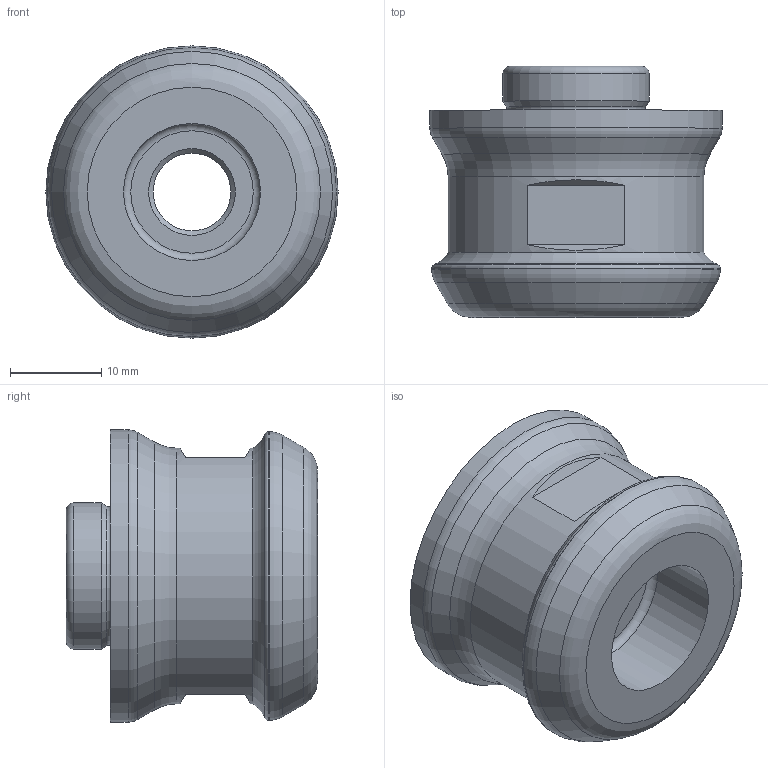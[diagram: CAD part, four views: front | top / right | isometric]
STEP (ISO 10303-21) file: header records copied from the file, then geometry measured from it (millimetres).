
FILE_DESCRIPTION (( 'STEP AP214' ), '1' );
FILE_NAME ('STARK_5000 030_A.STEP', '2022-02-09T15:57:06', ( '' ), ( '' ), 'SwSTEP 2.0', 'SolidWorks 2021', '' );
FILE_SCHEMA (( 'AUTOMOTIVE_DESIGN' ));
Length unit declared in the file: millimetre
Products named in the file (1): STARK_5000 030_A
Bounding box: 32 x 27.5 x 32 mm (x, y, z)
Volume: 13314.7 mm3; surface area: 4631.8 mm2
Topology: 1 solids, 1 shells, 34 faces, 69 edges, 40 vertices
Faces by surface type: torus 10, plane 10, cone 7, cylinder 7
Full cylindrical faces by diameter (mm): 8.5 x1, 10.2 x1, 15 x1, 16 x1, 28 x1, 31.6 x1, 32 x1
Entity records: 765 total; most frequent: DIRECTION 134, CARTESIAN_POINT 123, ORIENTED_EDGE 80, EDGE_LOOP 64, AXIS2_PLACEMENT_3D 63, FACE_OUTER_BOUND 51, EDGE_CURVE 40, VERTEX_POINT 36
